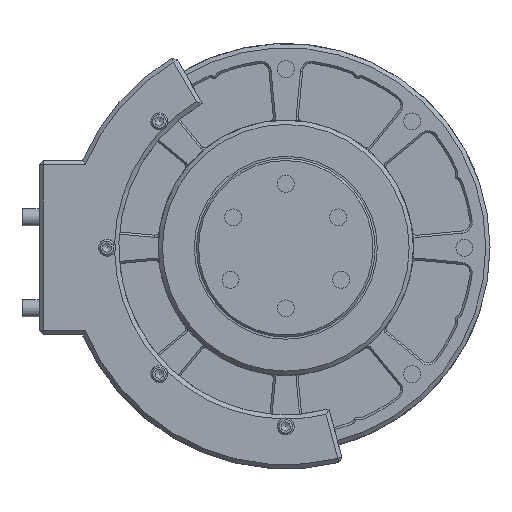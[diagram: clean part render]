
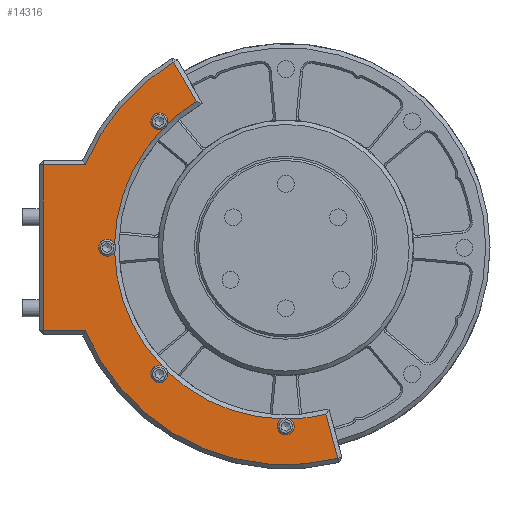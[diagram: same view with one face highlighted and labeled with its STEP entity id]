
A CAD part, left-side view. The second image highlights one B-rep face of the part: STEP entity #14316.
In plain terms, the highlighted planar face has unit normal (-1, 0, 0).
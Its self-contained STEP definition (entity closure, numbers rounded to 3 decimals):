
#1503=PLANE('',#16059);
#2294=FACE_OUTER_BOUND('',#3169,.T.);
#3169=EDGE_LOOP('',(#13127,#13128,#13129,#13130,#13131,#13132,#13133,#13134,
#13135,#13136,#13137,#13138,#13139,#13140,#13141,#13142,#13143,#13144,#13145));
#4050=LINE('',#25011,#4956);
#4056=LINE('',#25030,#4962);
#4074=LINE('',#25066,#4980);
#4080=LINE('',#25087,#4986);
#4081=LINE('',#25151,#4987);
#4956=VECTOR('',#20158,10.);
#4962=VECTOR('',#20176,10.);
#4980=VECTOR('',#20214,10.);
#4986=VECTOR('',#20238,10.);
#4987=VECTOR('',#20255,10.);
#5902=CIRCLE('',#15961,51.);
#5911=CIRCLE('',#15986,51.);
#5919=CIRCLE('',#16000,40.25);
#5920=CIRCLE('',#16001,40.25);
#5921=CIRCLE('',#16002,40.25);
#5922=CIRCLE('',#16003,40.25);
#5923=CIRCLE('',#16004,40.25);
#5929=CIRCLE('',#16018,2.);
#5930=CIRCLE('',#16019,2.);
#5931=CIRCLE('',#16021,2.);
#5932=CIRCLE('',#16022,2.);
#5946=CIRCLE('',#16052,2.);
#5947=CIRCLE('',#16053,2.);
#5948=CIRCLE('',#16055,2.);
#7145=VERTEX_POINT('',#24965);
#7147=VERTEX_POINT('',#24971);
#7153=VERTEX_POINT('',#24993);
#7159=VERTEX_POINT('',#25007);
#7162=VERTEX_POINT('',#25020);
#7166=VERTEX_POINT('',#25029);
#7177=VERTEX_POINT('',#25086);
#7187=VERTEX_POINT('',#25150);
#7188=VERTEX_POINT('',#25156);
#7189=VERTEX_POINT('',#25157);
#7190=VERTEX_POINT('',#25169);
#7191=VERTEX_POINT('',#25171);
#7192=VERTEX_POINT('',#25182);
#7194=VERTEX_POINT('',#25191);
#7195=VERTEX_POINT('',#25198);
#7196=VERTEX_POINT('',#25200);
#7199=VERTEX_POINT('',#25233);
#7200=VERTEX_POINT('',#25238);
#7211=VERTEX_POINT('',#25306);
#9080=EDGE_CURVE('',#7145,#7153,#5902,.T.);
#9088=EDGE_CURVE('',#7153,#7159,#4050,.T.);
#9097=EDGE_CURVE('',#7162,#7166,#4056,.T.);
#9117=EDGE_CURVE('',#7159,#7162,#4074,.T.);
#9120=EDGE_CURVE('',#7166,#7147,#5911,.T.);
#9128=EDGE_CURVE('',#7147,#7177,#4080,.T.);
#9141=EDGE_CURVE('',#7187,#7145,#4081,.T.);
#9144=EDGE_CURVE('',#7188,#7187,#5919,.T.);
#9145=EDGE_CURVE('',#7177,#7190,#5920,.T.);
#9147=EDGE_CURVE('',#7191,#7192,#5921,.T.);
#9150=EDGE_CURVE('',#7194,#7195,#5922,.T.);
#9152=EDGE_CURVE('',#7196,#7189,#5923,.T.);
#9164=EDGE_CURVE('',#7188,#7199,#5929,.T.);
#9165=EDGE_CURVE('',#7199,#7189,#5930,.T.);
#9167=EDGE_CURVE('',#7196,#7200,#5931,.T.);
#9168=EDGE_CURVE('',#7200,#7195,#5932,.T.);
#9190=EDGE_CURVE('',#7191,#7211,#5946,.T.);
#9191=EDGE_CURVE('',#7211,#7190,#5947,.T.);
#9194=EDGE_CURVE('',#7194,#7192,#5948,.T.);
#13127=ORIENTED_EDGE('',*,*,#9144,.F.);
#13128=ORIENTED_EDGE('',*,*,#9164,.T.);
#13129=ORIENTED_EDGE('',*,*,#9165,.T.);
#13130=ORIENTED_EDGE('',*,*,#9152,.F.);
#13131=ORIENTED_EDGE('',*,*,#9167,.T.);
#13132=ORIENTED_EDGE('',*,*,#9168,.T.);
#13133=ORIENTED_EDGE('',*,*,#9150,.F.);
#13134=ORIENTED_EDGE('',*,*,#9194,.T.);
#13135=ORIENTED_EDGE('',*,*,#9147,.F.);
#13136=ORIENTED_EDGE('',*,*,#9190,.T.);
#13137=ORIENTED_EDGE('',*,*,#9191,.T.);
#13138=ORIENTED_EDGE('',*,*,#9145,.F.);
#13139=ORIENTED_EDGE('',*,*,#9128,.F.);
#13140=ORIENTED_EDGE('',*,*,#9120,.F.);
#13141=ORIENTED_EDGE('',*,*,#9097,.F.);
#13142=ORIENTED_EDGE('',*,*,#9117,.F.);
#13143=ORIENTED_EDGE('',*,*,#9088,.F.);
#13144=ORIENTED_EDGE('',*,*,#9080,.F.);
#13145=ORIENTED_EDGE('',*,*,#9141,.F.);
#14316=ADVANCED_FACE('',(#2294),#1503,.T.);
#15961=AXIS2_PLACEMENT_3D('',#24994,#20142,#20143);
#15986=AXIS2_PLACEMENT_3D('',#25071,#20223,#20224);
#16000=AXIS2_PLACEMENT_3D('',#25168,#20258,#20259);
#16001=AXIS2_PLACEMENT_3D('',#25170,#20260,#20261);
#16002=AXIS2_PLACEMENT_3D('',#25183,#20262,#20263);
#16003=AXIS2_PLACEMENT_3D('',#25199,#20264,#20265);
#16004=AXIS2_PLACEMENT_3D('',#25211,#20266,#20267);
#16018=AXIS2_PLACEMENT_3D('',#25234,#20300,#20301);
#16019=AXIS2_PLACEMENT_3D('',#25235,#20302,#20303);
#16021=AXIS2_PLACEMENT_3D('',#25239,#20307,#20308);
#16022=AXIS2_PLACEMENT_3D('',#25240,#20309,#20310);
#16052=AXIS2_PLACEMENT_3D('',#25307,#20375,#20376);
#16053=AXIS2_PLACEMENT_3D('',#25308,#20377,#20378);
#16055=AXIS2_PLACEMENT_3D('',#25312,#20383,#20384);
#16059=AXIS2_PLACEMENT_3D('',#25319,#20394,#20395);
#20142=DIRECTION('center_axis',(1.,0.,0.));
#20143=DIRECTION('ref_axis',(0.,-0.259,-0.966));
#20158=DIRECTION('',(0.,1.,0.));
#20176=DIRECTION('',(0.,-1.,0.));
#20214=DIRECTION('',(0.,0.,1.));
#20223=DIRECTION('center_axis',(1.,0.,0.));
#20224=DIRECTION('ref_axis',(0.,0.259,0.966));
#20238=DIRECTION('',(0.,-0.5,-0.866));
#20255=DIRECTION('',(0.,-0.259,-0.966));
#20258=DIRECTION('center_axis',(-1.,0.,
0.));
#20259=DIRECTION('ref_axis',(0.,1.,0.));
#20260=DIRECTION('center_axis',(-1.,0.,
0.));
#20261=DIRECTION('ref_axis',(0.,1.,0.));
#20262=DIRECTION('center_axis',(-1.,0.,
0.));
#20263=DIRECTION('ref_axis',(0.,1.,0.));
#20264=DIRECTION('center_axis',(-1.,0.,
0.));
#20265=DIRECTION('ref_axis',(0.,1.,0.));
#20266=DIRECTION('center_axis',(-1.,0.,
0.));
#20267=DIRECTION('ref_axis',(0.,1.,0.));
#20300=DIRECTION('center_axis',(1.,0.,0.));
#20301=DIRECTION('ref_axis',(0.,1.,0.));
#20302=DIRECTION('center_axis',(1.,0.,0.));
#20303=DIRECTION('ref_axis',(0.,1.,0.));
#20307=DIRECTION('center_axis',(1.,0.,0.));
#20308=DIRECTION('ref_axis',(0.,1.,0.));
#20309=DIRECTION('center_axis',(1.,0.,0.));
#20310=DIRECTION('ref_axis',(0.,1.,0.));
#20375=DIRECTION('center_axis',(1.,0.,0.));
#20376=DIRECTION('ref_axis',(0.,1.,0.));
#20377=DIRECTION('center_axis',(1.,0.,0.));
#20378=DIRECTION('ref_axis',(0.,1.,0.));
#20383=DIRECTION('center_axis',(1.,0.,0.));
#20384=DIRECTION('ref_axis',(0.,1.,0.));
#20394=DIRECTION('center_axis',(-1.,0.,
0.));
#20395=DIRECTION('ref_axis',(0.,0.,-1.));
#24965=CARTESIAN_POINT('',(50.676,-141.231,370.488));
#24971=CARTESIAN_POINT('',(50.676,-102.639,463.659));
#24993=CARTESIAN_POINT('',(50.676,-81.875,400.5));
#24994=CARTESIAN_POINT('Origin',(50.676,-129.,420.));
#25007=CARTESIAN_POINT('',(50.676,-72.,400.5));
#25011=CARTESIAN_POINT('',(50.676,-77.,400.5));
#25020=CARTESIAN_POINT('',(50.676,-72.,439.5));
#25029=CARTESIAN_POINT('',(50.676,-81.875,439.5));
#25030=CARTESIAN_POINT('',(50.676,-77.,439.5));
#25066=CARTESIAN_POINT('',(50.676,-72.,430.25));
#25071=CARTESIAN_POINT('Origin',(50.676,-129.,420.));
#25086=CARTESIAN_POINT('',(50.676,-108.015,454.347));
#25087=CARTESIAN_POINT('',(50.676,-105.196,459.23));
#25150=CARTESIAN_POINT('',(50.676,-138.448,380.875));
#25151=CARTESIAN_POINT('',(50.676,-128.809,416.848));
#25156=CARTESIAN_POINT('',(50.676,-129.948,379.761));
#25157=CARTESIAN_POINT('',(50.676,-128.052,379.761));
#25168=CARTESIAN_POINT('Origin',(50.676,-129.,420.));
#25169=CARTESIAN_POINT('',(50.676,-101.217,449.123));
#25170=CARTESIAN_POINT('Origin',(50.676,-129.,420.));
#25171=CARTESIAN_POINT('',(50.676,-99.877,447.783));
#25182=CARTESIAN_POINT('',(50.676,-88.761,420.948));
#25183=CARTESIAN_POINT('Origin',(50.676,-129.,420.));
#25191=CARTESIAN_POINT('',(50.676,-88.761,419.052));
#25198=CARTESIAN_POINT('',(50.676,-99.877,392.217));
#25199=CARTESIAN_POINT('Origin',(50.676,-129.,420.));
#25200=CARTESIAN_POINT('',(50.676,-101.217,390.877));
#25211=CARTESIAN_POINT('Origin',(50.676,-129.,420.));
#25233=CARTESIAN_POINT('',(50.676,-131.,378.));
#25234=CARTESIAN_POINT('Origin',(50.676,-129.,378.));
#25235=CARTESIAN_POINT('Origin',(50.676,-129.,378.));
#25238=CARTESIAN_POINT('',(50.676,-101.302,390.301));
#25239=CARTESIAN_POINT('Origin',(50.676,-99.302,390.301));
#25240=CARTESIAN_POINT('Origin',(50.676,-99.302,390.301));
#25306=CARTESIAN_POINT('',(50.676,-101.302,449.698));
#25307=CARTESIAN_POINT('Origin',(50.676,-99.302,449.698));
#25308=CARTESIAN_POINT('Origin',(50.676,-99.302,449.698));
#25312=CARTESIAN_POINT('Origin',(50.676,-87.,420.));
#25319=CARTESIAN_POINT('Origin',(50.676,-77.,440.5));
